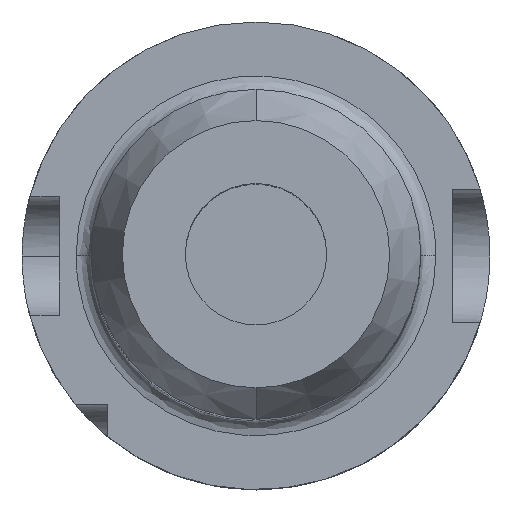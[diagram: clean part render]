
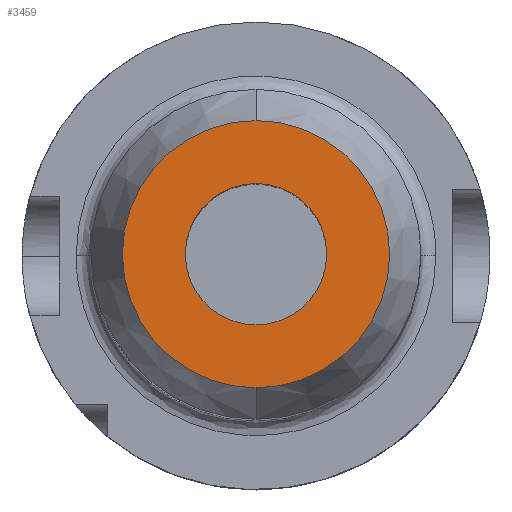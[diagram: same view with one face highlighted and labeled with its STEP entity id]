
A CAD part, top view. The second image highlights one B-rep face of the part: STEP entity #3459.
In plain terms, the highlighted planar face has unit normal (0, 0, 1).
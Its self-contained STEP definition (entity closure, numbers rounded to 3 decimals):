
#117 = EDGE_CURVE ( 'NONE', #480, #858, #1941, .T. ) ;
#166 = CARTESIAN_POINT ( 'NONE',  ( 0., 18., 152.4 ) ) ;
#374 = EDGE_CURVE ( 'NONE', #2608, #2421, #3914, .T. ) ;
#416 = PLANE ( 'NONE',  #614 ) ;
#479 = DIRECTION ( 'NONE',  ( 0., 0., 1. ) ) ;
#480 = VERTEX_POINT ( 'NONE', #166 ) ;
#614 = AXIS2_PLACEMENT_3D ( 'NONE', #831, #4182, #1663 ) ;
#775 = CARTESIAN_POINT ( 'NONE',  ( 0., -9.525, 152.4 ) ) ;
#799 = EDGE_LOOP ( 'NONE', ( #5345, #3705 ) ) ;
#816 = AXIS2_PLACEMENT_3D ( 'NONE', #3005, #479, #3417 ) ;
#831 = CARTESIAN_POINT ( 'NONE',  ( -18.216, -18.216, 152.4 ) ) ;
#858 = VERTEX_POINT ( 'NONE', #931 ) ;
#931 = CARTESIAN_POINT ( 'NONE',  ( 0., -18., 152.4 ) ) ;
#1103 = CARTESIAN_POINT ( 'NONE',  ( 0., 0., 152.4 ) ) ;
#1412 = CARTESIAN_POINT ( 'NONE',  ( 0., 9.525, 152.4 ) ) ;
#1523 = DIRECTION ( 'NONE',  ( 0., 1., 0. ) ) ;
#1599 = FACE_BOUND ( 'NONE', #799, .T. ) ;
#1663 = DIRECTION ( 'NONE',  ( 1., 0., 0. ) ) ;
#1899 = ORIENTED_EDGE ( 'NONE', *, *, #117, .T. ) ;
#1941 = CIRCLE ( 'NONE', #2156, 18. ) ;
#2156 = AXIS2_PLACEMENT_3D ( 'NONE', #2991, #3018, #3037 ) ;
#2203 = DIRECTION ( 'NONE',  ( 0., 0., -1. ) ) ;
#2421 = VERTEX_POINT ( 'NONE', #1412 ) ;
#2438 = ORIENTED_EDGE ( 'NONE', *, *, #4487, .T. ) ;
#2608 = VERTEX_POINT ( 'NONE', #775 ) ;
#2739 = FACE_OUTER_BOUND ( 'NONE', #4956, .T. ) ;
#2991 = CARTESIAN_POINT ( 'NONE',  ( 0., 0., 152.4 ) ) ;
#2993 = AXIS2_PLACEMENT_3D ( 'NONE', #5100, #2203, #4708 ) ;
#3005 = CARTESIAN_POINT ( 'NONE',  ( 0., 0., 152.4 ) ) ;
#3018 = DIRECTION ( 'NONE',  ( 0., 0., 1. ) ) ;
#3037 = DIRECTION ( 'NONE',  ( 0., 1., 0. ) ) ;
#3417 = DIRECTION ( 'NONE',  ( 0., 1., 0. ) ) ;
#3459 = ADVANCED_FACE ( 'NONE', ( #1599, #2739 ), #416, .T. ) ;
#3679 = CIRCLE ( 'NONE', #4679, 9.525 ) ;
#3705 = ORIENTED_EDGE ( 'NONE', *, *, #374, .T. ) ;
#3914 = CIRCLE ( 'NONE', #2993, 9.525 ) ;
#4048 = DIRECTION ( 'NONE',  ( 0., 0., -1. ) ) ;
#4182 = DIRECTION ( 'NONE',  ( 0., 0., 1. ) ) ;
#4487 = EDGE_CURVE ( 'NONE', #858, #480, #5041, .T. ) ;
#4679 = AXIS2_PLACEMENT_3D ( 'NONE', #1103, #4048, #1523 ) ;
#4708 = DIRECTION ( 'NONE',  ( 0., 1., 0. ) ) ;
#4956 = EDGE_LOOP ( 'NONE', ( #1899, #2438 ) ) ;
#5041 = CIRCLE ( 'NONE', #816, 18. ) ;
#5100 = CARTESIAN_POINT ( 'NONE',  ( 0., 0., 152.4 ) ) ;
#5256 = EDGE_CURVE ( 'NONE', #2421, #2608, #3679, .T. ) ;
#5345 = ORIENTED_EDGE ( 'NONE', *, *, #5256, .T. ) ;
